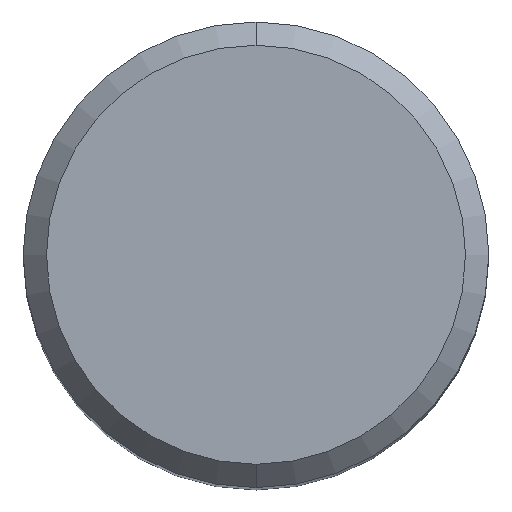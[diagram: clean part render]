
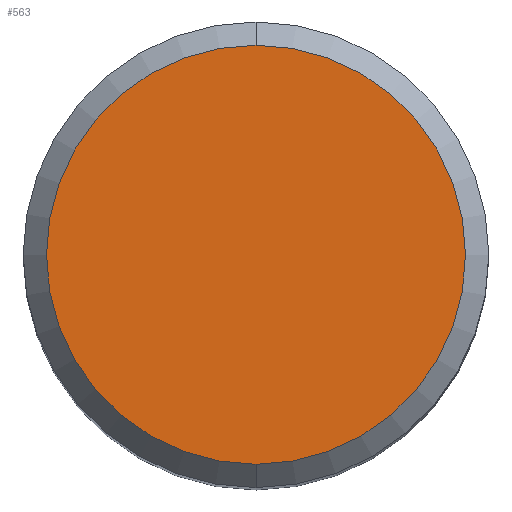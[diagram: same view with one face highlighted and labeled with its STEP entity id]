
A CAD part, top view. The second image highlights one B-rep face of the part: STEP entity #563.
In plain terms, the highlighted planar face has unit normal (0, 0, 1).
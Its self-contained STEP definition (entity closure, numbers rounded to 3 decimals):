
#293=VERTEX_POINT('',#691);
#457=EDGE_CURVE('',#293,#485,#876,.T.);
#485=VERTEX_POINT('',#908);
#529=EDGE_CURVE('',#485,#293,#953,.T.);
#563=ADVANCED_FACE('',(#990),#991,.T.);
#691=CARTESIAN_POINT('',(0.,-4.5,0.0));
#876=CIRCLE('',#1564,4.5);
#908=CARTESIAN_POINT('',(0.0,4.5,0.0));
#953=CIRCLE('',#1712,4.5);
#990=FACE_OUTER_BOUND('',#1764,.T.);
#991=PLANE('',#1765);
#1564=AXIS2_PLACEMENT_3D('',#2143,#2144,#2145);
#1712=AXIS2_PLACEMENT_3D('',#2225,#2226,#2227);
#1764=EDGE_LOOP('',(#2270,#2271));
#1765=AXIS2_PLACEMENT_3D('',#2272,#2273,#2274);
#2143=CARTESIAN_POINT('',(0.0,0.0,0.0));
#2144=DIRECTION('',(0.0,0.0,-1.0));
#2145=DIRECTION('',(0.0,1.0,0.0));
#2225=CARTESIAN_POINT('',(0.0,0.0,0.0));
#2226=DIRECTION('',(0.0,0.0,-1.0));
#2227=DIRECTION('',(0.0,1.0,0.0));
#2270=ORIENTED_EDGE('',*,*,#529,.F.);
#2271=ORIENTED_EDGE('',*,*,#457,.F.);
#2272=CARTESIAN_POINT('',(0.0,2.25,0.0));
#2273=DIRECTION('',(-0.0,0.0,1.0));
#2274=DIRECTION('',(0.0,-1.0,0.0));
